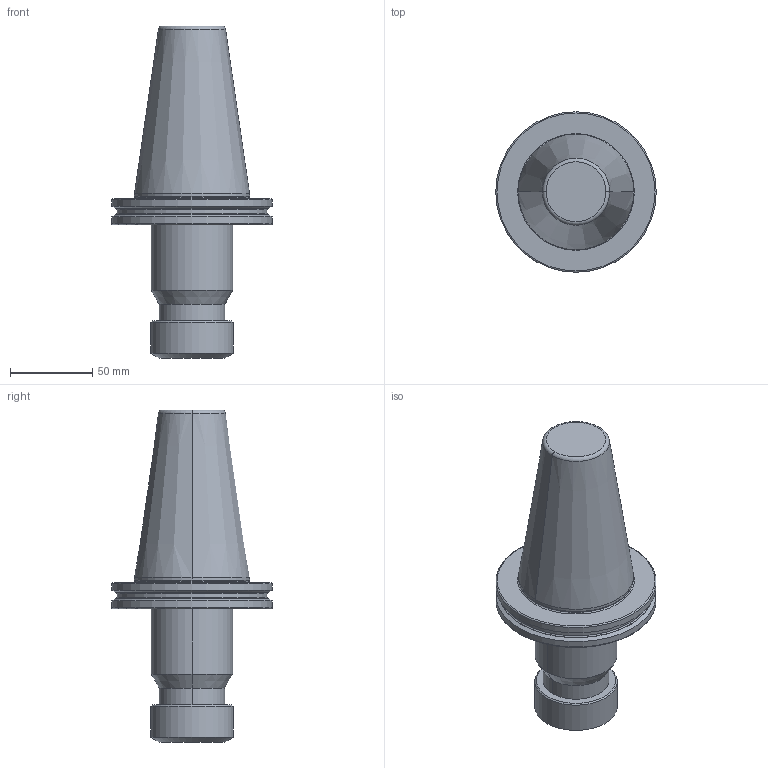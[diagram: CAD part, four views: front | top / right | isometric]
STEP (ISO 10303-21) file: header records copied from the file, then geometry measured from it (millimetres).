
FILE_DESCRIPTION(/* description */ (''),/* implementation_level */ '2;1');
FILE_NAME(/* name */ '1615462909877.stp',/* time_stamp */ '2021-03-11T17:12:05+06:00',/* author */ (''),/* organization */ ('SMS'),/* preprocessor_version */ 'ST-DEVELOPER v16.7',/* originating_system */ 'SIEMENS PLM Software NX 12.0',/* authorisation */ '');
FILE_SCHEMA (('AUTOMOTIVE_DESIGN { 1 0 10303 214 3 1 1 1 }'));
Length unit declared in the file: millimetre
Products named in the file (1): 203425607mod000_00
Bounding box: 97.45 x 97.45 x 201.6 mm (x, y, z)
Volume: 519346.4 mm3; surface area: 49136.2 mm2
Topology: 1 solids, 1 shells, 38 faces, 74 edges, 47 vertices
Faces by surface type: cone 11, cylinder 10, torus 10, plane 7
Full cylindrical faces by diameter (mm): 50 x1, 91 x1, 97.45 x2
Entity records: 1079 total; most frequent: DIRECTION 213, CARTESIAN_POINT 169, ORIENTED_EDGE 152, AXIS2_PLACEMENT_3D 95, EDGE_CURVE 76, CIRCLE 53, VERTEX_POINT 47, EDGE_LOOP 45
